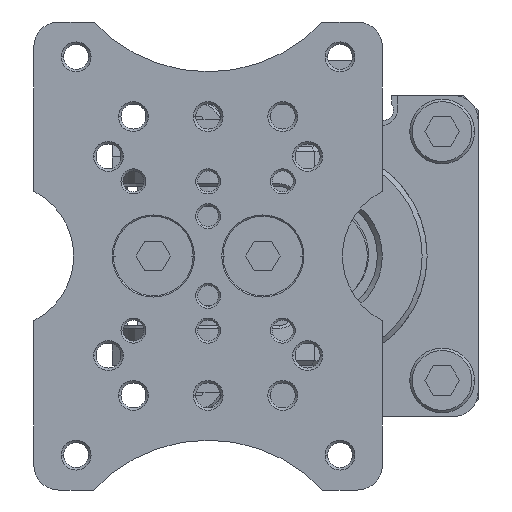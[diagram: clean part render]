
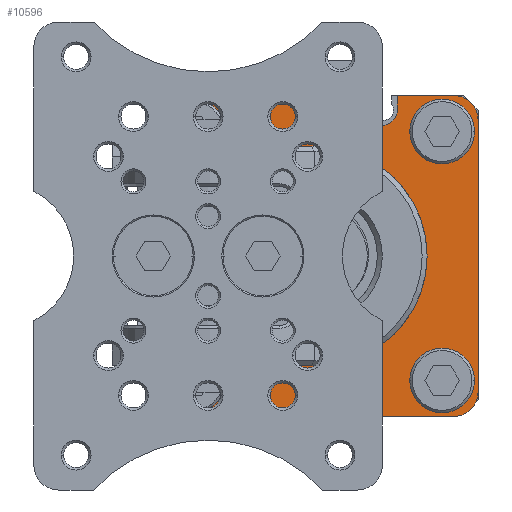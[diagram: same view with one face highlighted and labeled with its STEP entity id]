
A CAD part, front view. The second image highlights one B-rep face of the part: STEP entity #10596.
In plain terms, the highlighted planar face has unit normal (0, -1, 0).
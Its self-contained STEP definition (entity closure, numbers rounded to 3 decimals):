
#8071=DIRECTION('',(1.,0.,0.));
#8072=VECTOR('',#8071,54.5);
#8073=CARTESIAN_POINT('',(-27.25,0.,32.25));
#8074=LINE('',#8073,#8072);
#8075=CARTESIAN_POINT('',(27.25,0.,27.25));
#8076=DIRECTION('',(0.,-1.,0.));
#8077=DIRECTION('',(1.,0.,0.));
#8078=AXIS2_PLACEMENT_3D('',#8075,#8076,#8077);
#8080=DIRECTION('',(0.,0.,-1.));
#8081=VECTOR('',#8080,11.25);
#8082=CARTESIAN_POINT('',(32.25,0.,27.25));
#8083=LINE('',#8082,#8081);
#8084=DIRECTION('',(-1.,0.,0.));
#8085=VECTOR('',#8084,3.);
#8086=CARTESIAN_POINT('',(32.25,0.,16.));
#8087=LINE('',#8086,#8085);
#8088=CARTESIAN_POINT('',(29.25,0.,13.));
#8089=DIRECTION('',(0.,-1.,0.));
#8090=DIRECTION('',(0.,0.,1.));
#8091=AXIS2_PLACEMENT_3D('',#8088,#8089,#8090);
#8093=DIRECTION('',(-1.,0.,0.));
#8094=VECTOR('',#8093,3.);
#8095=CARTESIAN_POINT('',(32.25,0.,10.));
#8096=LINE('',#8095,#8094);
#8097=DIRECTION('',(0.,0.,-1.));
#8098=VECTOR('',#8097,20.);
#8099=CARTESIAN_POINT('',(32.25,0.,10.));
#8100=LINE('',#8099,#8098);
#8101=DIRECTION('',(-1.,0.,0.));
#8102=VECTOR('',#8101,3.);
#8103=CARTESIAN_POINT('',(32.25,0.,-10.));
#8104=LINE('',#8103,#8102);
#8105=CARTESIAN_POINT('',(29.25,0.,-13.));
#8106=DIRECTION('',(0.,-1.,0.));
#8107=DIRECTION('',(0.,0.,1.));
#8108=AXIS2_PLACEMENT_3D('',#8105,#8106,#8107);
#8110=DIRECTION('',(-1.,0.,0.));
#8111=VECTOR('',#8110,3.);
#8112=CARTESIAN_POINT('',(32.25,0.,-16.));
#8113=LINE('',#8112,#8111);
#8114=DIRECTION('',(0.,0.,-1.));
#8115=VECTOR('',#8114,11.25);
#8116=CARTESIAN_POINT('',(32.25,0.,-16.));
#8117=LINE('',#8116,#8115);
#8118=CARTESIAN_POINT('',(27.25,0.,-27.25));
#8119=DIRECTION('',(0.,-1.,0.));
#8120=DIRECTION('',(0.,0.,-1.));
#8121=AXIS2_PLACEMENT_3D('',#8118,#8119,#8120);
#8123=DIRECTION('',(-1.,0.,0.));
#8124=VECTOR('',#8123,54.5);
#8125=CARTESIAN_POINT('',(27.25,0.,-32.25));
#8126=LINE('',#8125,#8124);
#8127=CARTESIAN_POINT('',(-27.25,0.,-27.25));
#8128=DIRECTION('',(0.,-1.,0.));
#8129=DIRECTION('',(-1.,0.,0.));
#8130=AXIS2_PLACEMENT_3D('',#8127,#8128,#8129);
#8132=DIRECTION('',(0.,0.,1.));
#8133=VECTOR('',#8132,54.5);
#8134=CARTESIAN_POINT('',(-32.25,0.,-27.25));
#8135=LINE('',#8134,#8133);
#8136=CARTESIAN_POINT('',(-27.25,0.,27.25));
#8137=DIRECTION('',(0.,-1.,0.));
#8138=DIRECTION('',(0.,0.,1.));
#8139=AXIS2_PLACEMENT_3D('',#8136,#8137,#8138);
#8141=CARTESIAN_POINT('',(-25.,0.,25.));
#8142=DIRECTION('',(0.,1.,0.));
#8143=DIRECTION('',(-1.,0.,0.));
#8144=AXIS2_PLACEMENT_3D('',#8141,#8142,#8143);
#8146=CARTESIAN_POINT('',(-25.,0.,25.));
#8147=DIRECTION('',(0.,1.,0.));
#8148=DIRECTION('',(1.,0.,0.));
#8149=AXIS2_PLACEMENT_3D('',#8146,#8147,#8148);
#8151=CARTESIAN_POINT('',(-25.,0.,-25.));
#8152=DIRECTION('',(0.,1.,0.));
#8153=DIRECTION('',(-1.,0.,0.));
#8154=AXIS2_PLACEMENT_3D('',#8151,#8152,#8153);
#8156=CARTESIAN_POINT('',(-25.,0.,-25.));
#8157=DIRECTION('',(0.,1.,0.));
#8158=DIRECTION('',(1.,0.,0.));
#8159=AXIS2_PLACEMENT_3D('',#8156,#8157,#8158);
#8161=CARTESIAN_POINT('',(25.,0.,-25.));
#8162=DIRECTION('',(0.,1.,0.));
#8163=DIRECTION('',(-1.,0.,0.));
#8164=AXIS2_PLACEMENT_3D('',#8161,#8162,#8163);
#8166=CARTESIAN_POINT('',(25.,0.,-25.));
#8167=DIRECTION('',(0.,1.,0.));
#8168=DIRECTION('',(1.,0.,0.));
#8169=AXIS2_PLACEMENT_3D('',#8166,#8167,#8168);
#8171=CARTESIAN_POINT('',(25.,0.,25.));
#8172=DIRECTION('',(0.,1.,0.));
#8173=DIRECTION('',(-1.,0.,0.));
#8174=AXIS2_PLACEMENT_3D('',#8171,#8172,#8173);
#8176=CARTESIAN_POINT('',(25.,0.,25.));
#8177=DIRECTION('',(0.,1.,0.));
#8178=DIRECTION('',(1.,0.,0.));
#8179=AXIS2_PLACEMENT_3D('',#8176,#8177,#8178);
#8181=DIRECTION('',(-1.,0.,0.));
#8182=VECTOR('',#8181,28.);
#8183=CARTESIAN_POINT('',(14.,0.,17.25));
#8184=LINE('',#8183,#8182);
#8185=DIRECTION('',(0.,0.,-1.));
#8186=VECTOR('',#8185,9.25);
#8187=CARTESIAN_POINT('',(-22.,0.,9.25));
#8188=LINE('',#8187,#8186);
#8189=CARTESIAN_POINT('',(0.,0.,0.));
#8190=DIRECTION('',(0.,-1.,0.));
#8191=DIRECTION('',(-1.,0.,0.));
#8192=AXIS2_PLACEMENT_3D('',#8189,#8190,#8191);
#8194=DIRECTION('',(0.,0.,-1.));
#8195=VECTOR('',#8194,9.25);
#8196=CARTESIAN_POINT('',(22.,0.,9.25));
#8197=LINE('',#8196,#8195);
#8599=CARTESIAN_POINT('',(14.,0.,9.25));
#8600=DIRECTION('',(0.,1.,0.));
#8601=DIRECTION('',(0.,0.,1.));
#8602=AXIS2_PLACEMENT_3D('',#8599,#8600,#8601);
#8726=CARTESIAN_POINT('',(-14.,0.,9.25));
#8727=DIRECTION('',(0.,1.,0.));
#8728=DIRECTION('',(-1.,0.,0.));
#8729=AXIS2_PLACEMENT_3D('',#8726,#8727,#8728);
#10056=CARTESIAN_POINT('',(-22.,0.,0.));
#10057=CARTESIAN_POINT('',(22.,0.,0.));
#10058=VERTEX_POINT('',#10056);
#10059=VERTEX_POINT('',#10057);
#10094=CARTESIAN_POINT('',(27.25,0.,-32.25));
#10095=CARTESIAN_POINT('',(32.25,0.,-27.25));
#10096=VERTEX_POINT('',#10094);
#10097=VERTEX_POINT('',#10095);
#10102=CARTESIAN_POINT('',(-32.25,0.,-27.25));
#10103=CARTESIAN_POINT('',(-27.25,0.,-32.25));
#10104=VERTEX_POINT('',#10102);
#10105=VERTEX_POINT('',#10103);
#10110=CARTESIAN_POINT('',(-27.25,0.,32.25));
#10111=CARTESIAN_POINT('',(-32.25,0.,27.25));
#10112=VERTEX_POINT('',#10110);
#10113=VERTEX_POINT('',#10111);
#10118=CARTESIAN_POINT('',(32.25,0.,27.25));
#10119=CARTESIAN_POINT('',(27.25,0.,32.25));
#10120=VERTEX_POINT('',#10118);
#10121=VERTEX_POINT('',#10119);
#10126=CARTESIAN_POINT('',(-29.3,0.,25.));
#10127=CARTESIAN_POINT('',(-20.7,0.,25.));
#10128=VERTEX_POINT('',#10126);
#10129=VERTEX_POINT('',#10127);
#10130=CARTESIAN_POINT('',(-29.3,0.,-25.));
#10131=CARTESIAN_POINT('',(-20.7,0.,-25.));
#10132=VERTEX_POINT('',#10130);
#10133=VERTEX_POINT('',#10131);
#10134=CARTESIAN_POINT('',(20.7,0.,-25.));
#10135=CARTESIAN_POINT('',(29.3,0.,-25.));
#10136=VERTEX_POINT('',#10134);
#10137=VERTEX_POINT('',#10135);
#10138=CARTESIAN_POINT('',(20.7,0.,25.));
#10139=CARTESIAN_POINT('',(29.3,0.,25.));
#10140=VERTEX_POINT('',#10138);
#10141=VERTEX_POINT('',#10139);
#10237=CARTESIAN_POINT('',(32.25,0.,16.));
#10238=CARTESIAN_POINT('',(29.25,0.,16.));
#10239=VERTEX_POINT('',#10237);
#10240=VERTEX_POINT('',#10238);
#10241=CARTESIAN_POINT('',(29.25,0.,10.));
#10242=VERTEX_POINT('',#10241);
#10243=CARTESIAN_POINT('',(32.25,0.,10.));
#10244=VERTEX_POINT('',#10243);
#10253=CARTESIAN_POINT('',(32.25,0.,-10.));
#10254=VERTEX_POINT('',#10253);
#10257=CARTESIAN_POINT('',(32.25,0.,-16.));
#10258=VERTEX_POINT('',#10257);
#10263=CARTESIAN_POINT('',(29.25,0.,-10.));
#10264=VERTEX_POINT('',#10263);
#10265=CARTESIAN_POINT('',(29.25,0.,-16.));
#10266=VERTEX_POINT('',#10265);
#10300=CARTESIAN_POINT('',(14.,0.,17.25));
#10302=VERTEX_POINT('',#10300);
#10305=CARTESIAN_POINT('',(-14.,0.,17.25));
#10307=VERTEX_POINT('',#10305);
#10308=CARTESIAN_POINT('',(22.,0.,9.25));
#10309=VERTEX_POINT('',#10308);
#10310=CARTESIAN_POINT('',(-22.,0.,9.25));
#10311=VERTEX_POINT('',#10310);
#10519=CARTESIAN_POINT('',(0.,0.,0.));
#10520=DIRECTION('',(0.,1.,0.));
#10521=DIRECTION('',(1.,0.,0.));
#10522=AXIS2_PLACEMENT_3D('',#10519,#10520,#10521);
#10523=PLANE('',#10522);
#10525=ORIENTED_EDGE('',*,*,#10524,.T.);
#10527=ORIENTED_EDGE('',*,*,#10526,.F.);
#10529=ORIENTED_EDGE('',*,*,#10528,.T.);
#10531=ORIENTED_EDGE('',*,*,#10530,.T.);
#10533=ORIENTED_EDGE('',*,*,#10532,.T.);
#10535=ORIENTED_EDGE('',*,*,#10534,.F.);
#10537=ORIENTED_EDGE('',*,*,#10536,.T.);
#10539=ORIENTED_EDGE('',*,*,#10538,.T.);
#10541=ORIENTED_EDGE('',*,*,#10540,.T.);
#10543=ORIENTED_EDGE('',*,*,#10542,.F.);
#10545=ORIENTED_EDGE('',*,*,#10544,.T.);
#10547=ORIENTED_EDGE('',*,*,#10546,.F.);
#10549=ORIENTED_EDGE('',*,*,#10548,.T.);
#10551=ORIENTED_EDGE('',*,*,#10550,.F.);
#10553=ORIENTED_EDGE('',*,*,#10552,.T.);
#10555=ORIENTED_EDGE('',*,*,#10554,.F.);
#10556=EDGE_LOOP('',(#10525,#10527,#10529,#10531,#10533,#10535,#10537,#10539,
#10541,#10543,#10545,#10547,#10549,#10551,#10553,#10555));
#10557=FACE_OUTER_BOUND('',#10556,.F.);
#10559=ORIENTED_EDGE('',*,*,#10558,.F.);
#10561=ORIENTED_EDGE('',*,*,#10560,.F.);
#10562=EDGE_LOOP('',(#10559,#10561));
#10563=FACE_BOUND('',#10562,.F.);
#10565=ORIENTED_EDGE('',*,*,#10564,.F.);
#10567=ORIENTED_EDGE('',*,*,#10566,.F.);
#10568=EDGE_LOOP('',(#10565,#10567));
#10569=FACE_BOUND('',#10568,.F.);
#10571=ORIENTED_EDGE('',*,*,#10570,.F.);
#10573=ORIENTED_EDGE('',*,*,#10572,.F.);
#10574=EDGE_LOOP('',(#10571,#10573));
#10575=FACE_BOUND('',#10574,.F.);
#10577=ORIENTED_EDGE('',*,*,#10576,.F.);
#10579=ORIENTED_EDGE('',*,*,#10578,.F.);
#10580=EDGE_LOOP('',(#10577,#10579));
#10581=FACE_BOUND('',#10580,.F.);
#10583=ORIENTED_EDGE('',*,*,#10582,.T.);
#10585=ORIENTED_EDGE('',*,*,#10584,.F.);
#10587=ORIENTED_EDGE('',*,*,#10586,.T.);
#10589=ORIENTED_EDGE('',*,*,#10588,.T.);
#10591=ORIENTED_EDGE('',*,*,#10590,.F.);
#10593=ORIENTED_EDGE('',*,*,#10592,.F.);
#10594=EDGE_LOOP('',(#10583,#10585,#10587,#10589,#10591,#10593));
#10595=FACE_BOUND('',#10594,.F.);
#8079=CIRCLE('',#8078,5.);
#8092=CIRCLE('',#8091,3.);
#8109=CIRCLE('',#8108,3.);
#8122=CIRCLE('',#8121,5.);
#8131=CIRCLE('',#8130,5.);
#8140=CIRCLE('',#8139,5.);
#8145=CIRCLE('',#8144,4.3);
#8150=CIRCLE('',#8149,4.3);
#8155=CIRCLE('',#8154,4.3);
#8160=CIRCLE('',#8159,4.3);
#8165=CIRCLE('',#8164,4.3);
#8170=CIRCLE('',#8169,4.3);
#8175=CIRCLE('',#8174,4.3);
#8180=CIRCLE('',#8179,4.3);
#8193=CIRCLE('',#8192,22.);
#8603=CIRCLE('',#8602,8.);
#8730=CIRCLE('',#8729,8.);
#10524=EDGE_CURVE('',#10112,#10121,#8074,.T.);
#10526=EDGE_CURVE('',#10120,#10121,#8079,.T.);
#10528=EDGE_CURVE('',#10120,#10239,#8083,.T.);
#10530=EDGE_CURVE('',#10239,#10240,#8087,.T.);
#10532=EDGE_CURVE('',#10240,#10242,#8092,.T.);
#10534=EDGE_CURVE('',#10244,#10242,#8096,.T.);
#10536=EDGE_CURVE('',#10244,#10254,#8100,.T.);
#10538=EDGE_CURVE('',#10254,#10264,#8104,.T.);
#10540=EDGE_CURVE('',#10264,#10266,#8109,.T.);
#10542=EDGE_CURVE('',#10258,#10266,#8113,.T.);
#10544=EDGE_CURVE('',#10258,#10097,#8117,.T.);
#10546=EDGE_CURVE('',#10096,#10097,#8122,.T.);
#10548=EDGE_CURVE('',#10096,#10105,#8126,.T.);
#10550=EDGE_CURVE('',#10104,#10105,#8131,.T.);
#10552=EDGE_CURVE('',#10104,#10113,#8135,.T.);
#10554=EDGE_CURVE('',#10112,#10113,#8140,.T.);
#10558=EDGE_CURVE('',#10128,#10129,#8145,.T.);
#10560=EDGE_CURVE('',#10129,#10128,#8150,.T.);
#10564=EDGE_CURVE('',#10132,#10133,#8155,.T.);
#10566=EDGE_CURVE('',#10133,#10132,#8160,.T.);
#10570=EDGE_CURVE('',#10136,#10137,#8165,.T.);
#10572=EDGE_CURVE('',#10137,#10136,#8170,.T.);
#10576=EDGE_CURVE('',#10140,#10141,#8175,.T.);
#10578=EDGE_CURVE('',#10141,#10140,#8180,.T.);
#10582=EDGE_CURVE('',#10302,#10307,#8184,.T.);
#10584=EDGE_CURVE('',#10311,#10307,#8730,.T.);
#10586=EDGE_CURVE('',#10311,#10058,#8188,.T.);
#10588=EDGE_CURVE('',#10058,#10059,#8193,.T.);
#10590=EDGE_CURVE('',#10309,#10059,#8197,.T.);
#10592=EDGE_CURVE('',#10302,#10309,#8603,.T.);
#10596=ADVANCED_FACE('',(#10557,#10563,#10569,#10575,#10581,#10595),#10523,.F.);
